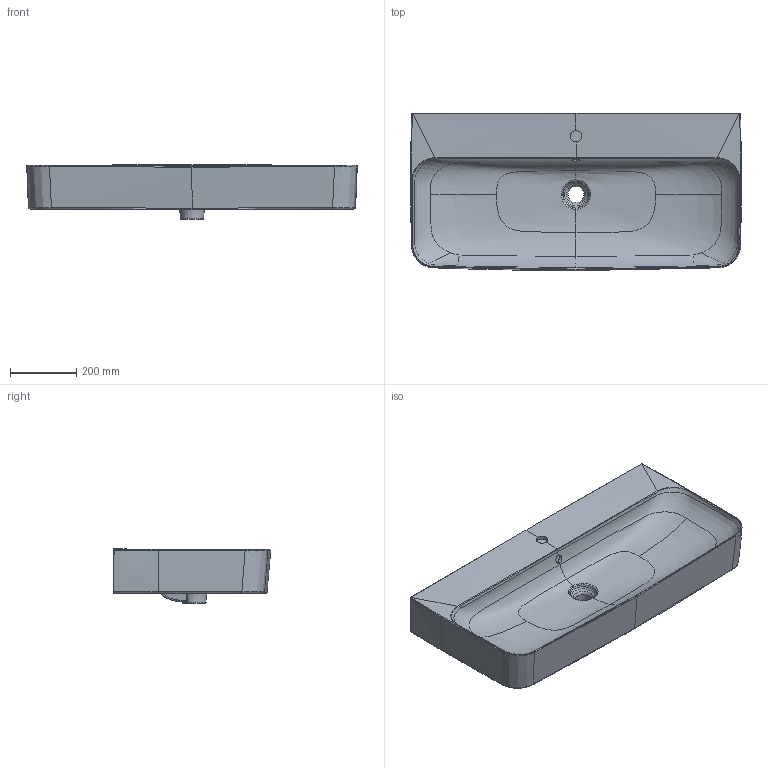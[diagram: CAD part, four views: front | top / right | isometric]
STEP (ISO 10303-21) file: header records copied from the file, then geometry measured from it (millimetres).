
FILE_DESCRIPTION(/* description */ (''),/* implementation_level */ '2;1');
FILE_NAME(/* name */ '4168A5_Finion_WT-100.stp',/* time_stamp */ '2019-01-04T14:07:56+01:00',/* author */ (''),/* organization */ (''),/* preprocessor_version */ 'ST-DEVELOPER v16',/* originating_system */ 'SIEMENS PLM Software NX 10.0',/* authorisation */ '');
FILE_SCHEMA (('AUTOMOTIVE_DESIGN { 1 0 10303 214 3 1 1 1 }'));
Length unit declared in the file: millimetre
Products named in the file (1): Sier1EF01419smdb
Bounding box: 999.64 x 475.86 x 165.04 mm (x, y, z)
Volume: 34051033.9 mm3; surface area: 1408247 mm2
Topology: 1 solids, 1 shells, 141 faces, 344 edges, 203 vertices
Faces by surface type: bspline 113, plane 10, cone 4, torus 4, extrusion 4, cylinder 3, sphere 2, revolution 1
Full cylindrical faces by diameter (mm): 48.764 x1
Entity records: 22116 total; most frequent: CARTESIAN_POINT 19766, ORIENTED_EDGE 668, EDGE_CURVE 334, B_SPLINE_CURVE_WITH_KNOTS 227, VERTEX_POINT 200, DIRECTION 196, EDGE_LOOP 148, ADVANCED_FACE 141
